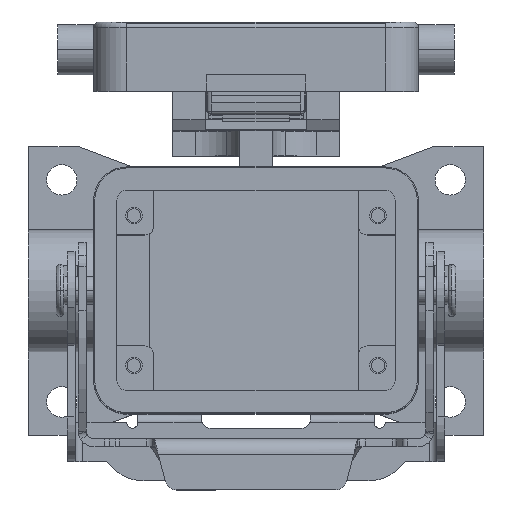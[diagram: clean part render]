
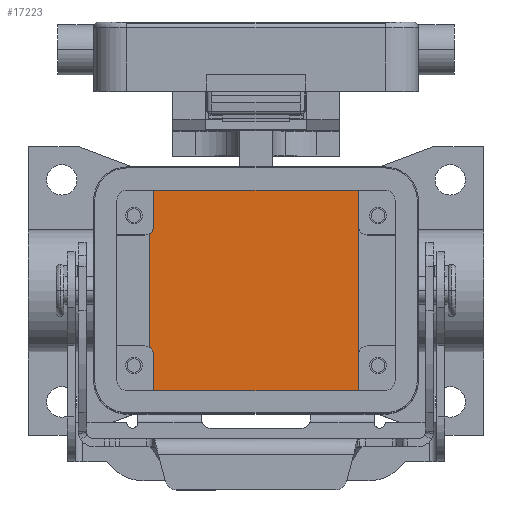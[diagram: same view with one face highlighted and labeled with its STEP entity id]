
A CAD part, top view. The second image highlights one B-rep face of the part: STEP entity #17223.
In plain terms, the highlighted planar face has unit normal (0, 0, 1).
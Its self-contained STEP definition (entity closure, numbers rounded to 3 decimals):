
#17150=CARTESIAN_POINT('',(0.0,0.,-42.0));
#17151=DIRECTION('',(0.0,0.0,1.0));
#17152=DIRECTION('',(1.0,0.0,0.0));
#17153=AXIS2_PLACEMENT_3D('',#17150,#17151,#17152);
#17154=PLANE('',#17153);
#17155=CARTESIAN_POINT('',(-19.25,10.201,-42.0));
#17156=VERTEX_POINT('',#17155);
#17157=CARTESIAN_POINT('',(-19.25,-10.201,-42.0));
#17158=VERTEX_POINT('',#17157);
#17159=CARTESIAN_POINT('',(-19.25,10.201,-42.0));
#17160=DIRECTION('',(0.0,-1.0,0.0));
#17161=VECTOR('',#17160,20.402);
#17162=LINE('',#17159,#17161);
#17163=EDGE_CURVE('',#17156,#17158,#17162,.T.);
#17164=ORIENTED_EDGE('',*,*,#17163,.T.);
#17165=CARTESIAN_POINT('',(-18.5,-11.5,-42.));
#17166=VERTEX_POINT('',#17165);
#17167=CARTESIAN_POINT('',(-20.0,-11.5,-42.0));
#17168=DIRECTION('',(0.0,0.0,-1.0));
#17169=DIRECTION('',(-1.0,0.0,0.0));
#17170=AXIS2_PLACEMENT_3D('',#17167,#17168,#17169);
#17171=CIRCLE('',#17170,1.5);
#17172=EDGE_CURVE('',#17158,#17166,#17171,.T.);
#17173=ORIENTED_EDGE('',*,*,#17172,.T.);
#17174=CARTESIAN_POINT('',(-18.5,-18.25,-42.));
#17175=VERTEX_POINT('',#17174);
#17176=CARTESIAN_POINT('',(-18.5,-11.5,-42.));
#17177=DIRECTION('',(0.0,-1.0,0.0));
#17178=VECTOR('',#17177,6.75);
#17179=LINE('',#17176,#17178);
#17180=EDGE_CURVE('',#17166,#17175,#17179,.T.);
#17181=ORIENTED_EDGE('',*,*,#17180,.T.);
#17182=CARTESIAN_POINT('',(18.5,-18.25,-42.));
#17183=VERTEX_POINT('',#17182);
#17184=CARTESIAN_POINT('',(-18.5,-18.25,-42.));
#17185=DIRECTION('',(1.0,0.0,0.0));
#17186=VECTOR('',#17185,37.0);
#17187=LINE('',#17184,#17186);
#17188=EDGE_CURVE('',#17175,#17183,#17187,.T.);
#17189=ORIENTED_EDGE('',*,*,#17188,.T.);
#17190=CARTESIAN_POINT('',(18.5,18.25,-42.));
#17191=VERTEX_POINT('',#17190);
#17192=CARTESIAN_POINT('',(18.5,-18.25,-42.));
#17193=DIRECTION('',(0.0,1.0,0.0));
#17194=VECTOR('',#17193,36.5);
#17195=LINE('',#17192,#17194);
#17196=EDGE_CURVE('',#17183,#17191,#17195,.T.);
#17197=ORIENTED_EDGE('',*,*,#17196,.T.);
#17198=CARTESIAN_POINT('',(-18.5,18.25,-42.));
#17199=VERTEX_POINT('',#17198);
#17200=CARTESIAN_POINT('',(18.5,18.25,-42.));
#17201=DIRECTION('',(-1.0,0.0,0.0));
#17202=VECTOR('',#17201,37.);
#17203=LINE('',#17200,#17202);
#17204=EDGE_CURVE('',#17191,#17199,#17203,.T.);
#17205=ORIENTED_EDGE('',*,*,#17204,.T.);
#17206=CARTESIAN_POINT('',(-18.5,11.5,-42.));
#17207=VERTEX_POINT('',#17206);
#17208=CARTESIAN_POINT('',(-18.5,18.25,-42.));
#17209=DIRECTION('',(0.0,-1.0,0.0));
#17210=VECTOR('',#17209,6.75);
#17211=LINE('',#17208,#17210);
#17212=EDGE_CURVE('',#17199,#17207,#17211,.T.);
#17213=ORIENTED_EDGE('',*,*,#17212,.T.);
#17214=CARTESIAN_POINT('',(-20.0,11.5,-42.0));
#17215=DIRECTION('',(0.0,0.0,-1.0));
#17216=DIRECTION('',(0.0,-1.0,0.0));
#17217=AXIS2_PLACEMENT_3D('',#17214,#17215,#17216);
#17218=CIRCLE('',#17217,1.5);
#17219=EDGE_CURVE('',#17207,#17156,#17218,.T.);
#17220=ORIENTED_EDGE('',*,*,#17219,.T.);
#17221=EDGE_LOOP('',(#17164,#17173,#17181,#17189,#17197,#17205,#17213,#17220));
#17222=FACE_OUTER_BOUND('',#17221,.T.);
#17223=ADVANCED_FACE('',(#17222),#17154,.T.);
